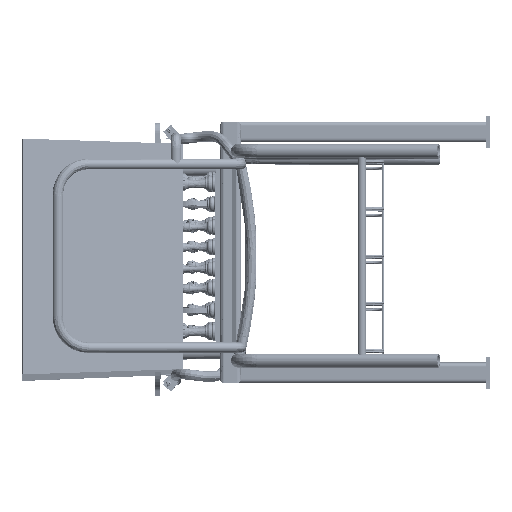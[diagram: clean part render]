
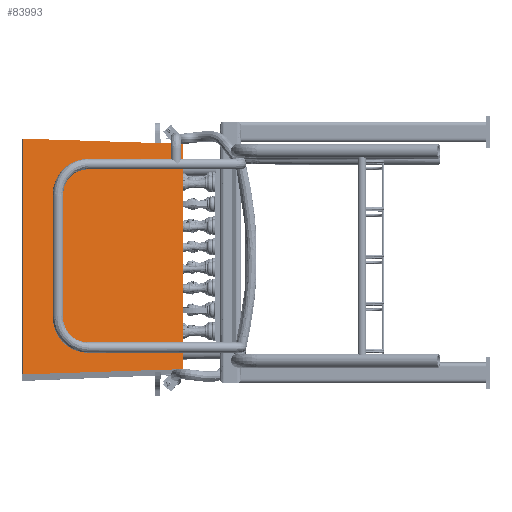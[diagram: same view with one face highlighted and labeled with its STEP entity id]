
A CAD part, left-side view. The second image highlights one B-rep face of the part: STEP entity #83993.
In plain terms, the highlighted free-form (B-spline) face has degree [1, 1] with [2, 2] control points.
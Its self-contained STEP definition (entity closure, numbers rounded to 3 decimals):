
#83873 = EDGE_CURVE('',#83874,#83876,#83878,.T.);
#83874 = VERTEX_POINT('',#83875);
#83875 = CARTESIAN_POINT('',(-911.138,84.291,
    -280.673));
#83876 = VERTEX_POINT('',#83877);
#83877 = CARTESIAN_POINT('',(-911.144,84.291,
    250.954));
#83878 = B_SPLINE_CURVE_WITH_KNOTS('',1,(#83879,#83880),.UNSPECIFIED.,
  .F.,.F.,(2,2),(-215.,215.),.PIECEWISE_BEZIER_KNOTS.);
#83879 = CARTESIAN_POINT('',(-911.138,84.291,
    -280.673));
#83880 = CARTESIAN_POINT('',(-911.144,84.291,
    250.954));
#83909 = EDGE_CURVE('',#83874,#83910,#83912,.T.);
#83910 = VERTEX_POINT('',#83911);
#83911 = CARTESIAN_POINT('',(-1048.566,461.87,
    -293.038));
#83912 = B_SPLINE_CURVE_WITH_KNOTS('',1,(#83913,#83914),.UNSPECIFIED.,
  .F.,.F.,(2,2),(-318.234,6.92),
  .PIECEWISE_BEZIER_KNOTS.);
#83913 = CARTESIAN_POINT('',(-911.138,84.291,
    -280.673));
#83914 = CARTESIAN_POINT('',(-1048.566,461.87,
    -293.038));
#83937 = EDGE_CURVE('',#83938,#83910,#83940,.T.);
#83938 = VERTEX_POINT('',#83939);
#83939 = CARTESIAN_POINT('',(-1048.572,461.87,
    263.316));
#83940 = B_SPLINE_CURVE_WITH_KNOTS('',1,(#83941,#83942),.UNSPECIFIED.,
  .F.,.F.,(2,2),(-225.,225.),.PIECEWISE_BEZIER_KNOTS.);
#83941 = CARTESIAN_POINT('',(-1048.572,461.87,
    263.316));
#83942 = CARTESIAN_POINT('',(-1048.566,461.87,
    -293.038));
#83965 = EDGE_CURVE('',#83876,#83938,#83966,.T.);
#83966 = B_SPLINE_CURVE_WITH_KNOTS('',1,(#83967,#83968),.UNSPECIFIED.,
  .F.,.F.,(2,2),(-318.234,6.92),
  .PIECEWISE_BEZIER_KNOTS.);
#83967 = CARTESIAN_POINT('',(-911.144,84.291,
    250.954));
#83968 = CARTESIAN_POINT('',(-1048.572,461.87,
    263.316));
#83993 = ADVANCED_FACE('',(#83994),#84000,.F.);
#83994 = FACE_BOUND('',#83995,.T.);
#83995 = EDGE_LOOP('',(#83996,#83997,#83998,#83999));
#83996 = ORIENTED_EDGE('',*,*,#83873,.T.);
#83997 = ORIENTED_EDGE('',*,*,#83965,.T.);
#83998 = ORIENTED_EDGE('',*,*,#83937,.T.);
#83999 = ORIENTED_EDGE('',*,*,#83909,.F.);
#84000 = B_SPLINE_SURFACE_WITH_KNOTS('',1,1,(
    (#84001,#84002)
    ,(#84003,#84004
  )),.UNSPECIFIED.,.F.,.F.,.F.,(2,2),(2,2),(-225.,225.),(-325.,
    0.),.PIECEWISE_BEZIER_KNOTS.);
#84001 = CARTESIAN_POINT('',(-911.145,84.291,
    263.318));
#84002 = CARTESIAN_POINT('',(-1048.572,461.87,
    263.316));
#84003 = CARTESIAN_POINT('',(-911.138,84.291,
    -293.036));
#84004 = CARTESIAN_POINT('',(-1048.566,461.87,
    -293.038));
